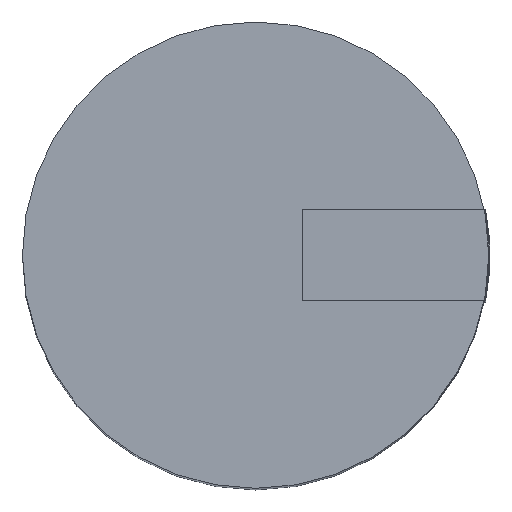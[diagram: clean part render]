
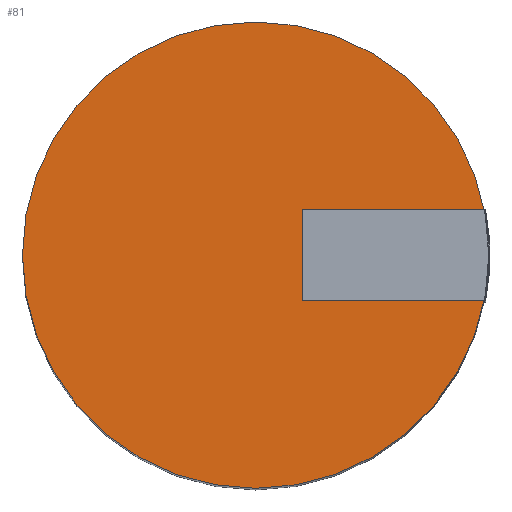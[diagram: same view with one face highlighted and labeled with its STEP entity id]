
A CAD part, top view. The second image highlights one B-rep face of the part: STEP entity #81.
In plain terms, the highlighted planar face has unit normal (0, 0, 1).
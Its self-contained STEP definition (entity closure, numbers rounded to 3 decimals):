
#44 = EDGE_CURVE('',#45,#45,#47,.T.);
#45 = VERTEX_POINT('',#46);
#46 = CARTESIAN_POINT('',(-6.502,0.,26.492));
#47 = CIRCLE('',#48,6.502);
#48 = AXIS2_PLACEMENT_3D('',#49,#50,#51);
#49 = CARTESIAN_POINT('',(0.,0.,26.492));
#50 = DIRECTION('',(0.,0.,1.));
#51 = DIRECTION('',(1.,0.,-0.));
#81 = ADVANCED_FACE('',(#82),#85,.T.);
#82 = FACE_BOUND('',#83,.T.);
#83 = EDGE_LOOP('',(#84));
#84 = ORIENTED_EDGE('',*,*,#44,.T.);
#85 = PLANE('',#86);
#86 = AXIS2_PLACEMENT_3D('',#87,#88,#89);
#87 = CARTESIAN_POINT('',(0.,0.,26.492));
#88 = DIRECTION('',(0.,0.,1.));
#89 = DIRECTION('',(0.,1.,0.));
